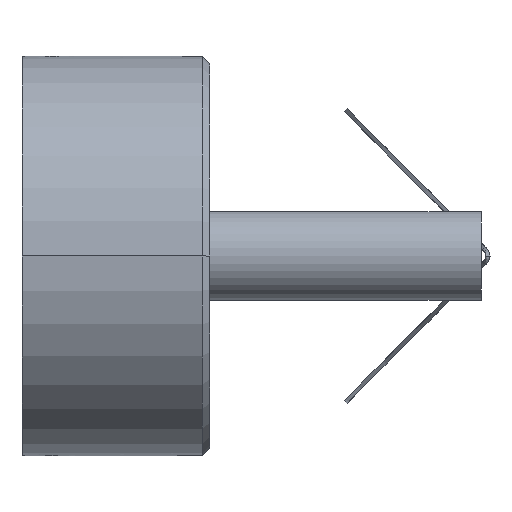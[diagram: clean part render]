
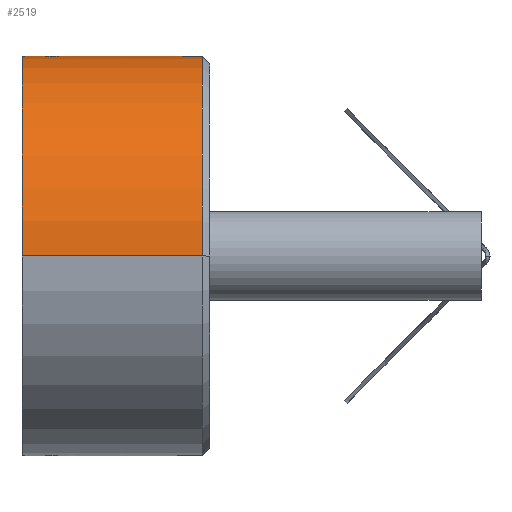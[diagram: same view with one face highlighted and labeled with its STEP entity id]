
A CAD part, front view. The second image highlights one B-rep face of the part: STEP entity #2519.
In plain terms, the highlighted cylindrical face has radius 40.5 mm (diameter 81 mm), a partial arc.
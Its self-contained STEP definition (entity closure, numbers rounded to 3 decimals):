
#63 = CYLINDRICAL_SURFACE ( 'NONE', #4516, 40.5 ) ;
#128 = VERTEX_POINT ( 'NONE', #814 ) ;
#151 = VERTEX_POINT ( 'NONE', #2882 ) ;
#249 = CARTESIAN_POINT ( 'NONE',  ( 40.479, 33.014, 1.32 ) ) ;
#269 = CARTESIAN_POINT ( 'NONE',  ( 40.485, 33.242, 1.092 ) ) ;
#283 = CARTESIAN_POINT ( 'NONE',  ( 40.488, 33.312, 1.007 ) ) ;
#300 = CARTESIAN_POINT ( 'NONE',  ( 40.492, 33.432, 0.827 ) ) ;
#317 = CARTESIAN_POINT ( 'NONE',  ( 40.493, 33.482, 0.733 ) ) ;
#332 = CARTESIAN_POINT ( 'NONE',  ( 40.497, 33.565, 0.533 ) ) ;
#481 = ORIENTED_EDGE ( 'NONE', *, *, #2566, .T. ) ;
#625 = VECTOR ( 'NONE', #3774, 1000. ) ;
#634 = EDGE_LOOP ( 'NONE', ( #721, #5052 ) ) ;
#659 = CARTESIAN_POINT ( 'NONE',  ( 40.498, 33.597, 0.428 ) ) ;
#679 = LINE ( 'NONE', #4451, #1814 ) ;
#680 = CARTESIAN_POINT ( 'NONE',  ( 40.5, 33.639, 0.217 ) ) ;
#711 = CARTESIAN_POINT ( 'NONE',  ( 40.5, 33.65, 0.11 ) ) ;
#721 = ORIENTED_EDGE ( 'NONE', *, *, #2802, .T. ) ;
#725 = CARTESIAN_POINT ( 'NONE',  ( 40.5, 33.65, -0.216 ) ) ;
#744 = CARTESIAN_POINT ( 'NONE',  ( 40.498, 33.608, -0.43 ) ) ;
#814 = CARTESIAN_POINT ( 'NONE',  ( 0., 1.5, 40.5 ) ) ;
#875 = DIRECTION ( 'NONE',  ( 0., 0., -1. ) ) ;
#941 = CARTESIAN_POINT ( 'NONE',  ( 40.47, 31.468, -1.566 ) ) ;
#1001 = CIRCLE ( 'NONE', #4012, 40.5 ) ;
#1022 = DIRECTION ( 'NONE',  ( 0., -1., 0. ) ) ;
#1081 = VERTEX_POINT ( 'NONE', #4878 ) ;
#1093 = CARTESIAN_POINT ( 'NONE',  ( 40.494, 33.483, -0.731 ) ) ;
#1110 = CARTESIAN_POINT ( 'NONE',  ( 40.474, 32.832, -1.441 ) ) ;
#1125 = CARTESIAN_POINT ( 'NONE',  ( 40.466, 32., -1.65 ) ) ;
#1190 = CARTESIAN_POINT ( 'NONE',  ( 40.479, 30.994, -1.312 ) ) ;
#1286 = DIRECTION ( 'NONE',  ( 0., 1., 0. ) ) ;
#1304 = CARTESIAN_POINT ( 'NONE',  ( 40.468, 31.573, -1.597 ) ) ;
#1321 = CARTESIAN_POINT ( 'NONE',  ( 40.466, 32., -1.65 ) ) ;
#1361 = CARTESIAN_POINT ( 'NONE',  ( 40.466, 32., -1.65 ) ) ;
#1568 = ORIENTED_EDGE ( 'NONE', *, *, #2302, .T. ) ;
#1707 = CARTESIAN_POINT ( 'NONE',  ( 0., 38., 40.5 ) ) ;
#1814 = VECTOR ( 'NONE', #1022, 1000. ) ;
#1894 = LINE ( 'NONE', #3854, #625 ) ;
#1985 = CARTESIAN_POINT ( 'NONE',  ( 40.467, 31.784, -1.639 ) ) ;
#2003 = CARTESIAN_POINT ( 'NONE',  ( 40.466, 32.218, -1.65 ) ) ;
#2068 = CARTESIAN_POINT ( 'NONE',  ( 40.475, 31.173, -1.432 ) ) ;
#2082 = CARTESIAN_POINT ( 'NONE',  ( 40.466, 31.891, -1.65 ) ) ;
#2208 = CARTESIAN_POINT ( 'NONE',  ( 40.481, 30.91, 1.243 ) ) ;
#2274 = EDGE_CURVE ( 'NONE', #151, #4871, #1894, .T. ) ;
#2299 = AXIS2_PLACEMENT_3D ( 'NONE', #2695, #2737, #2715 ) ;
#2302 = EDGE_CURVE ( 'NONE', #3163, #128, #679, .T. ) ;
#2311 = EDGE_CURVE ( 'NONE', #151, #3163, #2917, .T. ) ;
#2321 = EDGE_CURVE ( 'NONE', #1081, #3271, #2868, .T. ) ;
#2369 = CARTESIAN_POINT ( 'NONE',  ( 40.468, 32.435, -1.606 ) ) ;
#2383 = CARTESIAN_POINT ( 'NONE',  ( 40.488, 33.313, -1.005 ) ) ;
#2399 = CARTESIAN_POINT ( 'NONE',  ( 40.492, 33.433, -0.825 ) ) ;
#2486 = CARTESIAN_POINT ( 'NONE',  ( 40.479, 30.994, 1.312 ) ) ;
#2519 = ADVANCED_FACE ( 'NONE', ( #4485, #4606 ), #63, .T. ) ;
#2566 = EDGE_CURVE ( 'NONE', #128, #4871, #1001, .T. ) ;
#2695 = CARTESIAN_POINT ( 'NONE',  ( 0., 38., 0. ) ) ;
#2715 = DIRECTION ( 'NONE',  ( 0., 0., -1. ) ) ;
#2717 = B_SPLINE_CURVE_WITH_KNOTS ( 'NONE', 3,
 ( #1321, #2082, #1985, #1304, #941, #2919, #2068, #1190, #3860, #3747, #3898, #3735, #3717, #3878, #3701, #3612, #3624, #3646, #3661, #3684, #4028, #2208, #2486, #4119, #2895, #4153, #4190, #4205, #4382, #4173 ),
 .UNSPECIFIED., .F., .F.,
 ( 4, 2, 2, 2, 2, 2, 2, 2, 2, 2, 2, 2, 2, 2, 4 ),
 ( 0., 0., 0.001, 0.001, 0.001, 0.002, 0.003, 0.003, 0.003, 0.004, 0.004, 0.004, 0.005, 0.005, 0.005 ),
 .UNSPECIFIED. ) ;
#2737 = DIRECTION ( 'NONE',  ( 0., -1., 0. ) ) ;
#2759 = CARTESIAN_POINT ( 'NONE',  ( 40.485, 33.244, -1.09 ) ) ;
#2802 = EDGE_CURVE ( 'NONE', #3271, #1081, #2717, .T. ) ;
#2834 = CARTESIAN_POINT ( 'NONE',  ( 40.466, 32.215, 1.65 ) ) ;
#2849 = CARTESIAN_POINT ( 'NONE',  ( 40.466, 32., 1.65 ) ) ;
#2868 = B_SPLINE_CURVE_WITH_KNOTS ( 'NONE', 3,
 ( #2849, #2834, #4842, #4742, #249, #269, #283, #300, #317, #332, #659, #680, #711, #725, #744, #1093, #2399, #2383, #2759, #3265, #1110, #2369, #2003, #1125 ),
 .UNSPECIFIED., .F., .F.,
 ( 4, 2, 2, 2, 2, 2, 2, 2, 2, 2, 2, 4 ),
 ( 0.005, 0.006, 0.006, 0.007, 0.007, 0.007, 0.008, 0.008, 0.009, 0.009, 0.01, 0.01 ),
 .UNSPECIFIED. ) ;
#2882 = CARTESIAN_POINT ( 'NONE',  ( 0., 38., -40.5 ) ) ;
#2895 = CARTESIAN_POINT ( 'NONE',  ( 40.473, 31.269, 1.483 ) ) ;
#2917 = CIRCLE ( 'NONE', #2299, 40.5 ) ;
#2919 = CARTESIAN_POINT ( 'NONE',  ( 40.473, 31.268, -1.483 ) ) ;
#3015 = CARTESIAN_POINT ( 'NONE',  ( 0., 1.5, 0. ) ) ;
#3163 = VERTEX_POINT ( 'NONE', #1707 ) ;
#3265 = CARTESIAN_POINT ( 'NONE',  ( 40.479, 33.015, -1.318 ) ) ;
#3271 = VERTEX_POINT ( 'NONE', #1361 ) ;
#3352 = DIRECTION ( 'NONE',  ( 0., -1., 0. ) ) ;
#3360 = CARTESIAN_POINT ( 'NONE',  ( 0., -11.906, 0. ) ) ;
#3612 = CARTESIAN_POINT ( 'NONE',  ( 40.498, 30.403, 0.428 ) ) ;
#3624 = CARTESIAN_POINT ( 'NONE',  ( 40.497, 30.434, 0.531 ) ) ;
#3646 = CARTESIAN_POINT ( 'NONE',  ( 40.494, 30.517, 0.731 ) ) ;
#3661 = CARTESIAN_POINT ( 'NONE',  ( 40.492, 30.568, 0.827 ) ) ;
#3684 = CARTESIAN_POINT ( 'NONE',  ( 40.488, 30.688, 1.006 ) ) ;
#3701 = CARTESIAN_POINT ( 'NONE',  ( 40.5, 30.361, 0.216 ) ) ;
#3717 = CARTESIAN_POINT ( 'NONE',  ( 40.5, 30.35, -0.216 ) ) ;
#3735 = CARTESIAN_POINT ( 'NONE',  ( 40.498, 30.393, -0.433 ) ) ;
#3747 = CARTESIAN_POINT ( 'NONE',  ( 40.488, 30.681, -1.014 ) ) ;
#3774 = DIRECTION ( 'NONE',  ( 0., -1., 0. ) ) ;
#3854 = CARTESIAN_POINT ( 'NONE',  ( 0., -11.906, -40.5 ) ) ;
#3860 = CARTESIAN_POINT ( 'NONE',  ( 40.481, 30.909, -1.243 ) ) ;
#3878 = CARTESIAN_POINT ( 'NONE',  ( 40.5, 30.35, 0.107 ) ) ;
#3898 = CARTESIAN_POINT ( 'NONE',  ( 40.492, 30.558, -0.83 ) ) ;
#4012 = AXIS2_PLACEMENT_3D ( 'NONE', #3015, #1286, #4186 ) ;
#4028 = CARTESIAN_POINT ( 'NONE',  ( 40.485, 30.756, 1.089 ) ) ;
#4079 = ORIENTED_EDGE ( 'NONE', *, *, #2274, .F. ) ;
#4119 = CARTESIAN_POINT ( 'NONE',  ( 40.475, 31.172, 1.431 ) ) ;
#4153 = CARTESIAN_POINT ( 'NONE',  ( 40.47, 31.469, 1.566 ) ) ;
#4173 = CARTESIAN_POINT ( 'NONE',  ( 40.466, 32., 1.65 ) ) ;
#4186 = DIRECTION ( 'NONE',  ( 0., 0., 1. ) ) ;
#4190 = CARTESIAN_POINT ( 'NONE',  ( 40.469, 31.571, 1.597 ) ) ;
#4205 = CARTESIAN_POINT ( 'NONE',  ( 40.467, 31.783, 1.639 ) ) ;
#4382 = CARTESIAN_POINT ( 'NONE',  ( 40.466, 31.892, 1.65 ) ) ;
#4451 = CARTESIAN_POINT ( 'NONE',  ( 0., -11.906, 40.5 ) ) ;
#4485 = FACE_BOUND ( 'NONE', #634, .T. ) ;
#4491 = CARTESIAN_POINT ( 'NONE',  ( 0., 1.5, -40.5 ) ) ;
#4516 = AXIS2_PLACEMENT_3D ( 'NONE', #3360, #3352, #875 ) ;
#4606 = FACE_OUTER_BOUND ( 'NONE', #4637, .T. ) ;
#4637 = EDGE_LOOP ( 'NONE', ( #4899, #1568, #481, #4079 ) ) ;
#4742 = CARTESIAN_POINT ( 'NONE',  ( 40.474, 32.83, 1.442 ) ) ;
#4842 = CARTESIAN_POINT ( 'NONE',  ( 40.468, 32.432, 1.607 ) ) ;
#4871 = VERTEX_POINT ( 'NONE', #4491 ) ;
#4878 = CARTESIAN_POINT ( 'NONE',  ( 40.466, 32., 1.65 ) ) ;
#4899 = ORIENTED_EDGE ( 'NONE', *, *, #2311, .T. ) ;
#5052 = ORIENTED_EDGE ( 'NONE', *, *, #2321, .T. ) ;
